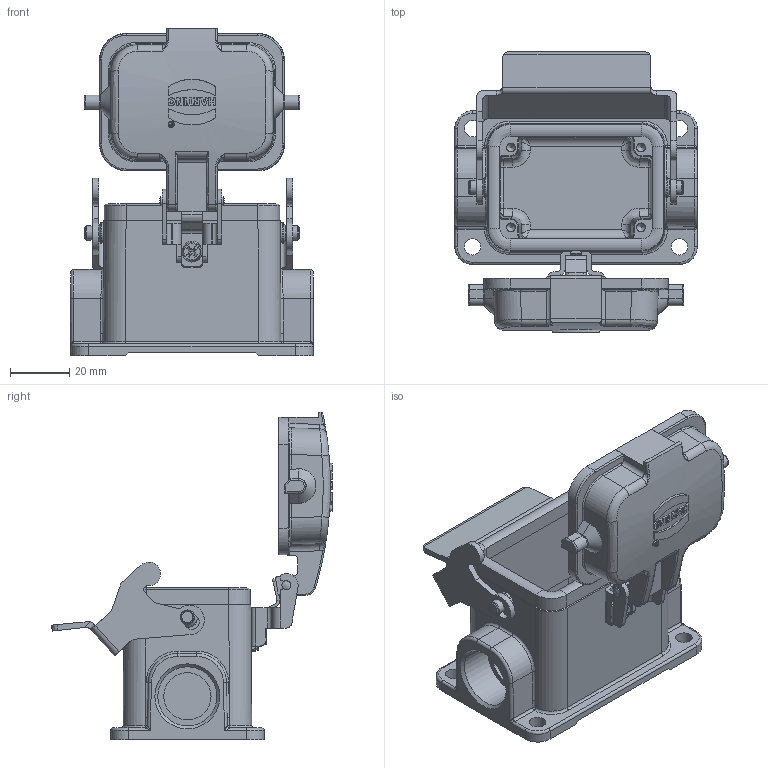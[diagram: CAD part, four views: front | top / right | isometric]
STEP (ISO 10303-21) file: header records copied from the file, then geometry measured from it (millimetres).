
FILE_DESCRIPTION((''),'2;1');
FILE_NAME('04300061262.stp','2020-07-07T15:20:35',('e.eickhoff'),(''),'Autodesk Inventor 2012','Autodesk Inventor 2012','');
FILE_SCHEMA(('AUTOMOTIVE_DESIGN { 1 0 10303 214 1 1 1 1 }'));
Length unit declared in the file: millimetre
Products named in the file (3): 04300061262; Metallbügel 1
Assembly tree (2 placements, depth 2):
  04300061262
    04300061262
    Metallbügel 1
Bounding box: 82 x 94.97 x 110.79 mm (x, y, z)
Volume: 81259 mm3; surface area: 49842.2 mm2
Topology: 3 solids, 3 shells, 843 faces, 2213 edges, 1380 vertices
Faces by surface type: plane 364, cylinder 263, bspline 132, torus 40, cone 38, sphere 6
Full cylindrical faces by diameter (mm): 1.76 x1, 2.08 x1, 3 x6, 4 x3, 4.8 x2, 5.6 x4, 7 x3, 16 x1, 18.6 x1, 20 x1
Entity records: 30692 total; most frequent: CARTESIAN_POINT 10054, ORIENTED_EDGE 4232, DIRECTION 4075, EDGE_CURVE 2116, AXIS2_PLACEMENT_3D 1470, VERTEX_POINT 1352, VECTOR 1135, LINE 1135
